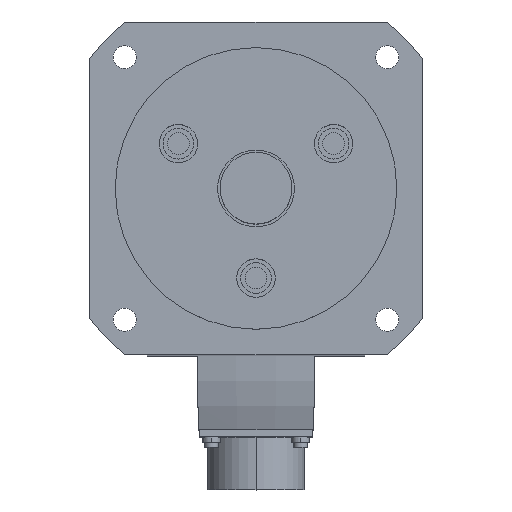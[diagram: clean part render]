
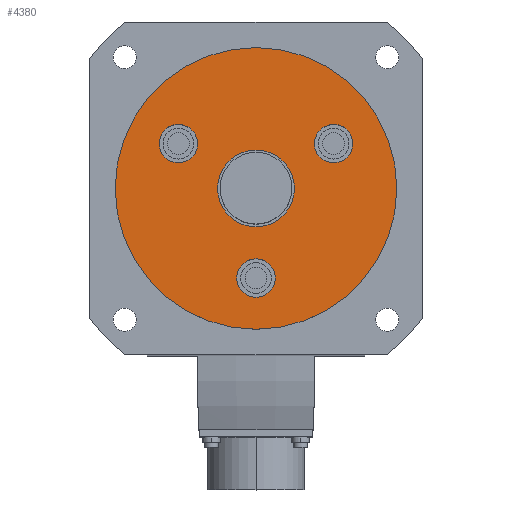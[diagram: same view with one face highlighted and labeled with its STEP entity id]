
A CAD part, top view. The second image highlights one B-rep face of the part: STEP entity #4380.
In plain terms, the highlighted planar face has unit normal (0, 0, 1).
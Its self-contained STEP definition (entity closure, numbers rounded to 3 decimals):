
#1=CARTESIAN_POINT('',(0.,0.,3.));
#2=DIRECTION('',(0.,0.,1.));
#3=DIRECTION('',(0.,1.,0.));
#4=AXIS2_PLACEMENT_3D('',#1,#2,#3);
#6=CARTESIAN_POINT('',(0.,0.,3.));
#7=DIRECTION('',(0.,0.,1.));
#8=DIRECTION('',(0.,-1.,0.));
#9=AXIS2_PLACEMENT_3D('',#6,#7,#8);
#11=CARTESIAN_POINT('',(-30.311,17.5,3.));
#12=DIRECTION('',(0.,0.,1.));
#13=DIRECTION('',(0.5,0.866,0.));
#14=AXIS2_PLACEMENT_3D('',#11,#12,#13);
#16=CARTESIAN_POINT('',(-30.311,17.5,3.));
#17=DIRECTION('',(0.,0.,1.));
#18=DIRECTION('',(-0.5,-0.866,0.));
#19=AXIS2_PLACEMENT_3D('',#16,#17,#18);
#21=CARTESIAN_POINT('',(30.311,17.5,3.));
#22=DIRECTION('',(0.,0.,1.));
#23=DIRECTION('',(0.5,-0.866,0.));
#24=AXIS2_PLACEMENT_3D('',#21,#22,#23);
#26=CARTESIAN_POINT('',(30.311,17.5,3.));
#27=DIRECTION('',(0.,0.,1.));
#28=DIRECTION('',(-0.5,0.866,0.));
#29=AXIS2_PLACEMENT_3D('',#26,#27,#28);
#31=CARTESIAN_POINT('',(0.,-35.,3.));
#32=DIRECTION('',(0.,0.,1.));
#33=DIRECTION('',(-1.,0.,0.));
#34=AXIS2_PLACEMENT_3D('',#31,#32,#33);
#36=CARTESIAN_POINT('',(0.,-35.,3.));
#37=DIRECTION('',(0.,0.,1.));
#38=DIRECTION('',(1.,0.,0.));
#39=AXIS2_PLACEMENT_3D('',#36,#37,#38);
#41=CARTESIAN_POINT('',(0.,0.,3.));
#42=DIRECTION('',(0.,0.,-1.));
#43=DIRECTION('',(1.,0.,0.));
#44=AXIS2_PLACEMENT_3D('',#41,#42,#43);
#46=CARTESIAN_POINT('',(0.,0.,3.));
#47=DIRECTION('',(0.,0.,-1.));
#48=DIRECTION('',(-1.,0.,0.));
#49=AXIS2_PLACEMENT_3D('',#46,#47,#48);
#3357=CARTESIAN_POINT('',(55.,0.,3.));
#3358=CARTESIAN_POINT('',(-55.,0.,3.));
#3359=VERTEX_POINT('',#3357);
#3360=VERTEX_POINT('',#3358);
#3477=CARTESIAN_POINT('',(-7.5,-35.,3.));
#3478=CARTESIAN_POINT('',(7.5,-35.,3.));
#3479=VERTEX_POINT('',#3477);
#3480=VERTEX_POINT('',#3478);
#3481=CARTESIAN_POINT('',(34.061,11.005,3.));
#3482=CARTESIAN_POINT('',(26.561,23.995,3.));
#3483=VERTEX_POINT('',#3481);
#3484=VERTEX_POINT('',#3482);
#3485=CARTESIAN_POINT('',(-26.561,23.995,3.));
#3486=CARTESIAN_POINT('',(-34.061,11.005,3.));
#3487=VERTEX_POINT('',#3485);
#3488=VERTEX_POINT('',#3486);
#4221=CARTESIAN_POINT('',(0.,15.,3.));
#4222=CARTESIAN_POINT('',(0.,-15.,3.));
#4223=VERTEX_POINT('',#4221);
#4224=VERTEX_POINT('',#4222);
#4345=CARTESIAN_POINT('',(0.,0.,3.));
#4346=DIRECTION('',(0.,0.,1.));
#4347=DIRECTION('',(-1.,0.,0.));
#4348=AXIS2_PLACEMENT_3D('',#4345,#4346,#4347);
#4349=PLANE('',#4348);
#4351=ORIENTED_EDGE('',*,*,#4350,.T.);
#4353=ORIENTED_EDGE('',*,*,#4352,.T.);
#4354=EDGE_LOOP('',(#4351,#4353));
#4355=FACE_OUTER_BOUND('',#4354,.F.);
#4357=ORIENTED_EDGE('',*,*,#4356,.T.);
#4359=ORIENTED_EDGE('',*,*,#4358,.T.);
#4360=EDGE_LOOP('',(#4357,#4359));
#4361=FACE_BOUND('',#4360,.F.);
#4363=ORIENTED_EDGE('',*,*,#4362,.T.);
#4365=ORIENTED_EDGE('',*,*,#4364,.T.);
#4366=EDGE_LOOP('',(#4363,#4365));
#4367=FACE_BOUND('',#4366,.F.);
#4369=ORIENTED_EDGE('',*,*,#4368,.T.);
#4371=ORIENTED_EDGE('',*,*,#4370,.T.);
#4372=EDGE_LOOP('',(#4369,#4371));
#4373=FACE_BOUND('',#4372,.F.);
#4375=ORIENTED_EDGE('',*,*,#4374,.T.);
#4377=ORIENTED_EDGE('',*,*,#4376,.T.);
#4378=EDGE_LOOP('',(#4375,#4377));
#4379=FACE_BOUND('',#4378,.F.);
#4380=ADVANCED_FACE('',(#4355,#4361,#4367,#4373,#4379),#4349,.T.);
#5=CIRCLE('',#4,15.);
#10=CIRCLE('',#9,15.);
#15=CIRCLE('',#14,7.5);
#20=CIRCLE('',#19,7.5);
#25=CIRCLE('',#24,7.5);
#30=CIRCLE('',#29,7.5);
#35=CIRCLE('',#34,7.5);
#40=CIRCLE('',#39,7.5);
#45=CIRCLE('',#44,55.);
#50=CIRCLE('',#49,55.);
#4350=EDGE_CURVE('',#3359,#3360,#45,.T.);
#4352=EDGE_CURVE('',#3360,#3359,#50,.T.);
#4356=EDGE_CURVE('',#4223,#4224,#5,.T.);
#4358=EDGE_CURVE('',#4224,#4223,#10,.T.);
#4362=EDGE_CURVE('',#3487,#3488,#15,.T.);
#4364=EDGE_CURVE('',#3488,#3487,#20,.T.);
#4368=EDGE_CURVE('',#3483,#3484,#25,.T.);
#4370=EDGE_CURVE('',#3484,#3483,#30,.T.);
#4374=EDGE_CURVE('',#3479,#3480,#35,.T.);
#4376=EDGE_CURVE('',#3480,#3479,#40,.T.);
